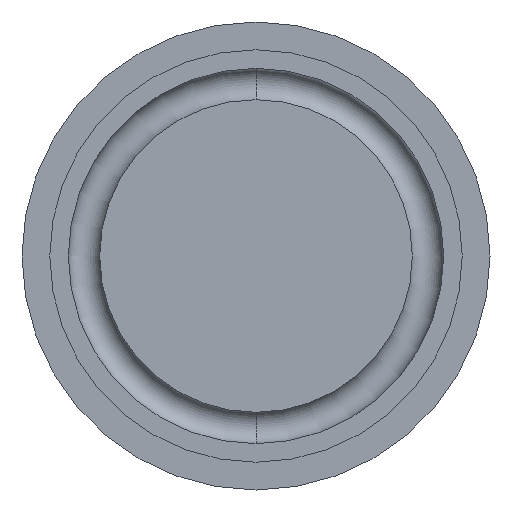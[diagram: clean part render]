
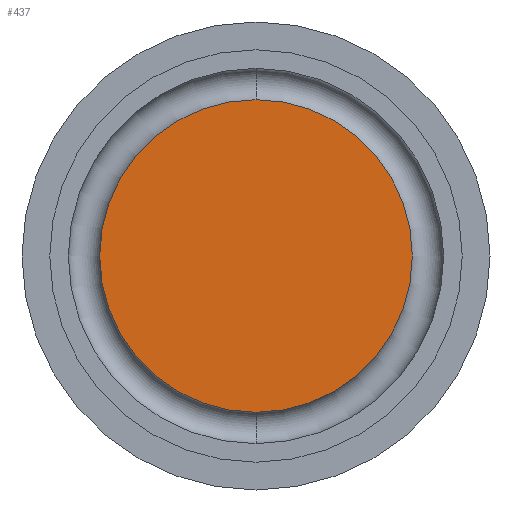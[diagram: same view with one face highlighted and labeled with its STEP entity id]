
A CAD part, left-side view. The second image highlights one B-rep face of the part: STEP entity #437.
In plain terms, the highlighted planar face has unit normal (-1, 0, 0).
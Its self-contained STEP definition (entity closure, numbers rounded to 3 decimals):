
#15 = CARTESIAN_POINT ( 'NONE',  ( -9.118, -27.86, 16.866 ) ) ;
#92 = AXIS2_PLACEMENT_3D ( 'NONE', #518, #483, #349 ) ;
#107 = DIRECTION ( 'NONE',  ( 0., 0., -1. ) ) ;
#112 = PLANE ( 'NONE',  #463 ) ;
#146 = CARTESIAN_POINT ( 'NONE',  ( -9.118, 0., 0. ) ) ;
#155 = EDGE_LOOP ( 'NONE', ( #396, #475 ) ) ;
#161 = AXIS2_PLACEMENT_3D ( 'NONE', #360, #440, #479 ) ;
#214 = CARTESIAN_POINT ( 'NONE',  ( -9.118, -27.86, -16.866 ) ) ;
#279 = VERTEX_POINT ( 'NONE', #214 ) ;
#286 = CIRCLE ( 'NONE', #161, 16.866 ) ;
#315 = DIRECTION ( 'NONE',  ( 1., 0., 0. ) ) ;
#349 = DIRECTION ( 'NONE',  ( 0., 0., 1. ) ) ;
#360 = CARTESIAN_POINT ( 'NONE',  ( -9.118, -27.86, 0. ) ) ;
#369 = CIRCLE ( 'NONE', #92, 16.866 ) ;
#373 = VERTEX_POINT ( 'NONE', #15 ) ;
#396 = ORIENTED_EDGE ( 'NONE', *, *, #493, .T. ) ;
#415 = EDGE_CURVE ( 'NONE', #279, #373, #286, .T. ) ;
#437 = ADVANCED_FACE ( 'NONE', ( #525 ), #112, .F. ) ;
#440 = DIRECTION ( 'NONE',  ( -1., 0., 0. ) ) ;
#463 = AXIS2_PLACEMENT_3D ( 'NONE', #146, #315, #107 ) ;
#475 = ORIENTED_EDGE ( 'NONE', *, *, #415, .T. ) ;
#479 = DIRECTION ( 'NONE',  ( 0., 0., 1. ) ) ;
#483 = DIRECTION ( 'NONE',  ( -1., 0., 0. ) ) ;
#493 = EDGE_CURVE ( 'NONE', #373, #279, #369, .T. ) ;
#518 = CARTESIAN_POINT ( 'NONE',  ( -9.118, -27.86, 0. ) ) ;
#525 = FACE_OUTER_BOUND ( 'NONE', #155, .T. ) ;
